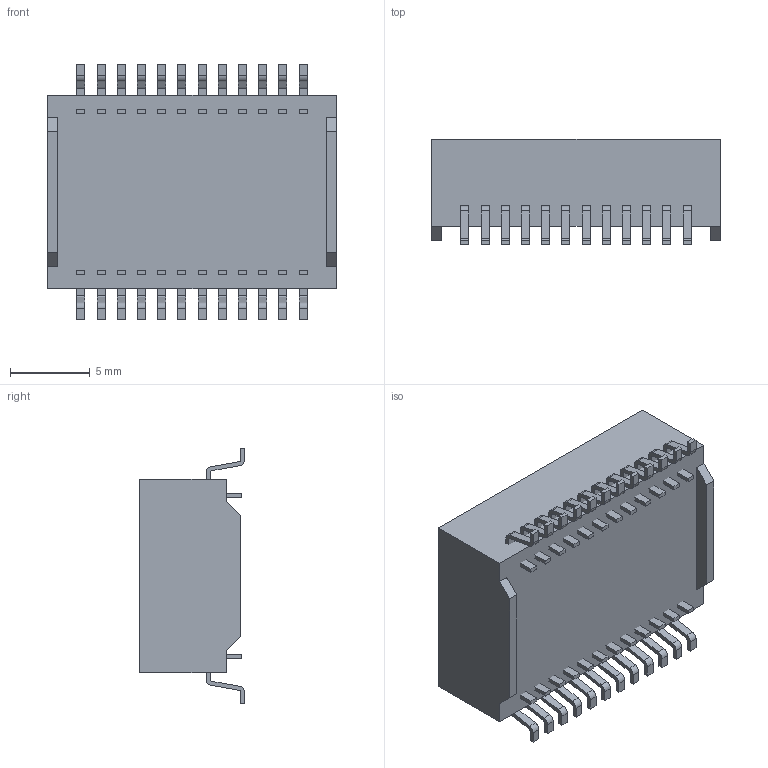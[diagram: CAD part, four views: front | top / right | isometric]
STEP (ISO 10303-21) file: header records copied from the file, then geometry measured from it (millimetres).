
FILE_DESCRIPTION (( 'STEP AP214' ), '1' );
FILE_NAME ('H6096NL_3D.STEP', '2018-01-16T05:41:38', ( '' ), ( '' ), 'SwSTEP 2.0', 'SolidWorks 2015', '' );
FILE_SCHEMA (( 'AUTOMOTIVE_DESIGN' ));
Length unit declared in the file: inch
Products named in the file (1): H6096NL_3D
Bounding box: 18.16 x 6.6 x 16 mm (x, y, z)
Volume: 1239.1 mm3; surface area: 1051.9 mm2
Topology: 25 solids, 25 shells, 449 faces, 1194 edges, 796 vertices
Faces by surface type: plane 303, cylinder 146
Entity records: 14244 total; most frequent: CARTESIAN_POINT 2440, ORIENTED_EDGE 2388, DIRECTION 2386, EDGE_CURVE 1194, VECTOR 902, LINE 902, VERTEX_POINT 796, AXIS2_PLACEMENT_3D 742
